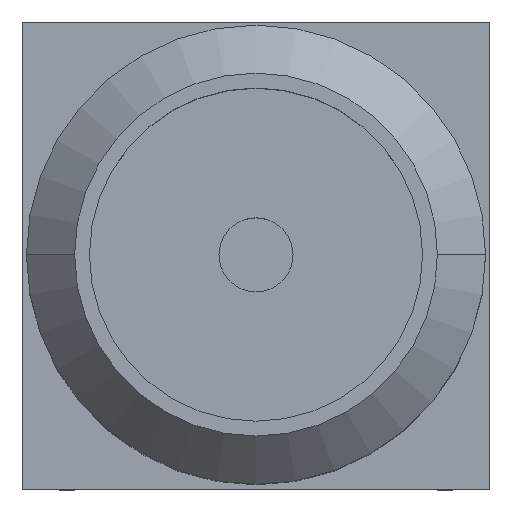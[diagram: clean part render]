
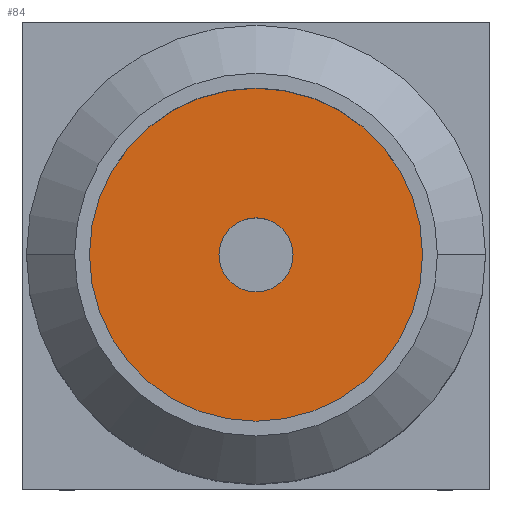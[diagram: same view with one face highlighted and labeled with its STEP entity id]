
A CAD part, top view. The second image highlights one B-rep face of the part: STEP entity #84.
In plain terms, the highlighted planar face has unit normal (0, 0, 1).
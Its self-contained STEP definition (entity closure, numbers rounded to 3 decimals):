
#61 = EDGE_LOOP ( 'NONE', ( #85, #166 ) ) ;
#84 = ADVANCED_FACE ( 'NONE', ( #687, #686 ), #685, .F. ) ;
#85 = ORIENTED_EDGE ( 'NONE', *, *, #86, .T. ) ;
#86 = EDGE_CURVE ( 'NONE', #409, #408, #679, .T. ) ;
#112 = ORIENTED_EDGE ( 'NONE', *, *, #355, .F. ) ;
#137 = EDGE_CURVE ( 'NONE', #356, #420, #773, .T. ) ;
#166 = ORIENTED_EDGE ( 'NONE', *, *, #407, .T. ) ;
#167 = EDGE_LOOP ( 'NONE', ( #112, #176 ) ) ;
#176 = ORIENTED_EDGE ( 'NONE', *, *, #137, .F. ) ;
#355 = EDGE_CURVE ( 'NONE', #420, #356, #1125, .T. ) ;
#356 = VERTEX_POINT ( 'NONE', #1121 ) ;
#407 = EDGE_CURVE ( 'NONE', #408, #409, #1217, .T. ) ;
#408 = VERTEX_POINT ( 'NONE', #1212 ) ;
#409 = VERTEX_POINT ( 'NONE', #1211 ) ;
#420 = VERTEX_POINT ( 'NONE', #1252 ) ;
#676 = DIRECTION ( 'NONE',  ( -1., 0., 0. ) ) ;
#677 = DIRECTION ( 'NONE',  ( 0., 0., -1. ) ) ;
#678 = AXIS2_PLACEMENT_3D ( 'NONE', #684, #677, #676 ) ;
#679 = CIRCLE ( 'NONE', #678, 0.5 ) ;
#680 = DIRECTION ( 'NONE',  ( -1., 0., 0. ) ) ;
#681 = DIRECTION ( 'NONE',  ( 0., 0., -1. ) ) ;
#682 = CARTESIAN_POINT ( 'NONE',  ( 0., 0., 5.85 ) ) ;
#683 = AXIS2_PLACEMENT_3D ( 'NONE', #682, #681, #680 ) ;
#684 = CARTESIAN_POINT ( 'NONE',  ( 0., 0., 5.85 ) ) ;
#685 = PLANE ( 'NONE',  #683 ) ;
#686 = FACE_OUTER_BOUND ( 'NONE', #167, .T. ) ;
#687 = FACE_BOUND ( 'NONE', #61, .T. ) ;
#769 = DIRECTION ( 'NONE',  ( -1., 0., 0. ) ) ;
#770 = DIRECTION ( 'NONE',  ( 0., 0., -1. ) ) ;
#771 = CARTESIAN_POINT ( 'NONE',  ( 0., 0., 5.85 ) ) ;
#772 = AXIS2_PLACEMENT_3D ( 'NONE', #771, #770, #769 ) ;
#773 = CIRCLE ( 'NONE', #772, 2.25 ) ;
#1121 = CARTESIAN_POINT ( 'NONE',  ( -2.25, 0., 5.85 ) ) ;
#1122 = DIRECTION ( 'NONE',  ( -1., 0., 0. ) ) ;
#1123 = DIRECTION ( 'NONE',  ( 0., 0., -1. ) ) ;
#1124 = AXIS2_PLACEMENT_3D ( 'NONE', #1131, #1123, #1122 ) ;
#1125 = CIRCLE ( 'NONE', #1124, 2.25 ) ;
#1131 = CARTESIAN_POINT ( 'NONE',  ( 0., 0., 5.85 ) ) ;
#1211 = CARTESIAN_POINT ( 'NONE',  ( -0.5, 0., 5.85 ) ) ;
#1212 = CARTESIAN_POINT ( 'NONE',  ( 0.5, 0., 5.85 ) ) ;
#1213 = DIRECTION ( 'NONE',  ( -1., 0., 0. ) ) ;
#1214 = DIRECTION ( 'NONE',  ( 0., 0., -1. ) ) ;
#1215 = CARTESIAN_POINT ( 'NONE',  ( 0., 0., 5.85 ) ) ;
#1216 = AXIS2_PLACEMENT_3D ( 'NONE', #1215, #1214, #1213 ) ;
#1217 = CIRCLE ( 'NONE', #1216, 0.5 ) ;
#1252 = CARTESIAN_POINT ( 'NONE',  ( 2.25, 0., 5.85 ) ) ;
